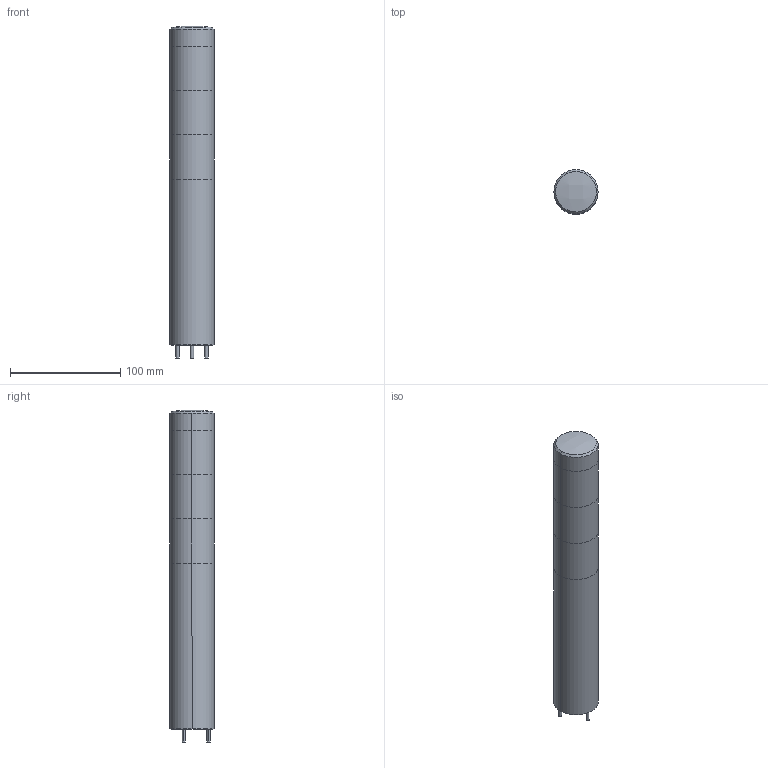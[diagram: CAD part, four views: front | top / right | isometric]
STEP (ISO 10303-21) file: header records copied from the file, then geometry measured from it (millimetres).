
FILE_DESCRIPTION (( 'STEP AP214' ), '1' );
FILE_NAME ('LR4-3M2WJNW-RYG.step', '2018-07-03T11:52:28', ( '' ), ( '' ), 'SwSTEP 2.0', 'SolidWorks 2017', '' );
FILE_SCHEMA (( 'AUTOMOTIVE_DESIGN' ));
Length unit declared in the file: inch
Products named in the file (1): LR4-3M2WJNW-RYG
Bounding box: 40 x 40 x 300.6 mm (x, y, z)
Volume: 361901.3 mm3; surface area: 58379.8 mm2
Topology: 5 solids, 5 shells, 88 faces, 166 edges, 110 vertices
Faces by surface type: cylinder 54, plane 31, cone 2, bspline 1
Entity records: 3548 total; most frequent: DIRECTION 450, CARTESIAN_POINT 428, ORIENTED_EDGE 332, AXIS2_PLACEMENT_3D 197, EDGE_CURVE 166, EDGE_LOOP 110, VERTEX_POINT 110, CIRCLE 109
